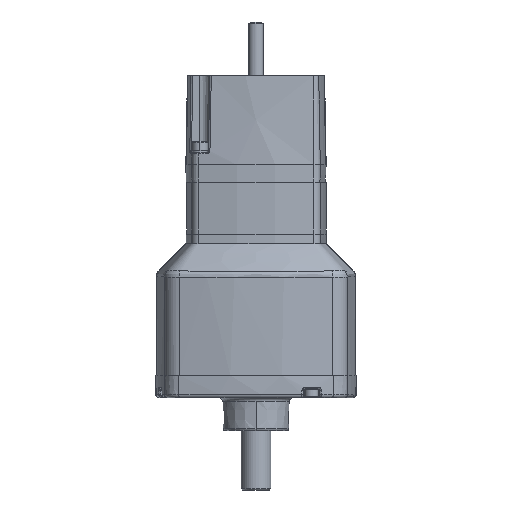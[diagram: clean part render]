
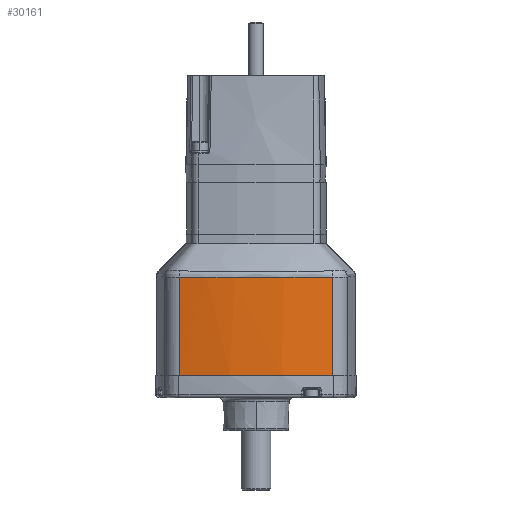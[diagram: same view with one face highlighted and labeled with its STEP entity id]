
A CAD part, front view. The second image highlights one B-rep face of the part: STEP entity #30161.
In plain terms, the highlighted cylindrical face has radius 148.082 mm (diameter 296.164 mm), a partial arc.
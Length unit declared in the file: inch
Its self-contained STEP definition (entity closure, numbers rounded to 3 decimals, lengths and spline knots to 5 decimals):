
#2423 = CARTESIAN_POINT ( 'NONE',  ( 0.43394, -1.67993, -0.56155 ) ) ;
#2593 = CARTESIAN_POINT ( 'NONE',  ( -1.29084, -1.5473, -0.56251 ) ) ;
#3780 = B_SPLINE_CURVE_WITH_KNOTS ( 'NONE', 3,
 ( #30598, #6337, #34739, #10419, #38806, #14496, #42882, #18573, #46953, #22636, #51005, #26715, #2423, #30775, #6514, #34902, #10597, #38979, #14674, #43059, #18753, #47120, #22812, #51186, #26897, #2593, #30941 ),
 .UNSPECIFIED., .F., .F.,
 ( 4, 2, 1, 1, 2, 1, 2, 2, 2, 2, 2, 2, 1, 1, 2, 4 ),
 ( 0., 0.00052, 0.00104, 0.00208, 0.00416, 0.00833, 0.01249, 0.01665, 0.03331, 0.04996, 0.05829, 0.06245, 0.06454, 0.06558, 0.0661, 0.06662 ),
 .UNSPECIFIED. ) ;
#4159 = CARTESIAN_POINT ( 'NONE',  ( -1.2975, -1.54578, -2.225 ) ) ;
#6337 = CARTESIAN_POINT ( 'NONE',  ( 1.29084, -1.5473, -0.56251 ) ) ;
#6514 = CARTESIAN_POINT ( 'NONE',  ( -0.21725, -1.69199, -0.56146 ) ) ;
#7923 = CARTESIAN_POINT ( 'NONE',  ( 1.2975, -1.54578, -2.225 ) ) ;
#8780 = CARTESIAN_POINT ( 'NONE',  ( -1.2975, -1.54578, 4.2837 ) ) ;
#10419 = CARTESIAN_POINT ( 'NONE',  ( 1.27082, -1.55181, -0.56238 ) ) ;
#10597 = CARTESIAN_POINT ( 'NONE',  ( -0.75955, -1.64334, -0.56178 ) ) ;
#12843 = DIRECTION ( 'NONE',  ( -1., 0., 0. ) ) ;
#14496 = CARTESIAN_POINT ( 'NONE',  ( 1.20404, -1.56643, -0.56228 ) ) ;
#14674 = CARTESIAN_POINT ( 'NONE',  ( -1.02971, -1.6006, -0.56204 ) ) ;
#16378 = EDGE_CURVE ( 'NONE', #16499, #38851, #40265, .T. ) ;
#16499 = VERTEX_POINT ( 'NONE', #29488 ) ;
#16498 = LINE ( 'NONE', #44615, #47543 ) ;
#18573 = CARTESIAN_POINT ( 'NONE',  ( 1.08348, -1.5907, -0.56211 ) ) ;
#18610 = CIRCLE ( 'NONE', #23032, 5.83 ) ;
#18658 = VECTOR ( 'NONE', #28793, 39.37008 ) ;
#18753 = CARTESIAN_POINT ( 'NONE',  ( -1.16388, -1.57471, -0.56222 ) ) ;
#21678 = EDGE_CURVE ( 'NONE', #32138, #16499, #3780, .T. ) ;
#22636 = CARTESIAN_POINT ( 'NONE',  ( 0.868, -1.62728, -0.56187 ) ) ;
#22812 = CARTESIAN_POINT ( 'NONE',  ( -1.2508, -1.55627, -0.56235 ) ) ;
#23032 = AXIS2_PLACEMENT_3D ( 'NONE', #23526, #51893, #27576 ) ;
#23526 = CARTESIAN_POINT ( 'NONE',  ( 0., 4.138, -2.225 ) ) ;
#24502 = CARTESIAN_POINT ( 'NONE',  ( 1.2975, -1.54578, -0.56299 ) ) ;
#24950 = ORIENTED_EDGE ( 'NONE', *, *, #40191, .F. ) ;
#26715 = CARTESIAN_POINT ( 'NONE',  ( 0.70542, -1.64942, -0.56174 ) ) ;
#26897 = CARTESIAN_POINT ( 'NONE',  ( -1.28417, -1.54881, -0.5624 ) ) ;
#27576 = DIRECTION ( 'NONE',  ( -1., 0., 0. ) ) ;
#28793 = DIRECTION ( 'NONE',  ( 0., 0., -1. ) ) ;
#29023 = ORIENTED_EDGE ( 'NONE', *, *, #21678, .T. ) ;
#29178 = ORIENTED_EDGE ( 'NONE', *, *, #50820, .F. ) ;
#29488 = CARTESIAN_POINT ( 'NONE',  ( -1.2975, -1.54578, -0.56299 ) ) ;
#30161 = ADVANCED_FACE ( 'NONE', ( #40608 ), #39327, .T. ) ;
#30598 = CARTESIAN_POINT ( 'NONE',  ( 1.2975, -1.54578, -0.56299 ) ) ;
#30775 = CARTESIAN_POINT ( 'NONE',  ( 0.21682, -1.69201, -0.56146 ) ) ;
#30941 = CARTESIAN_POINT ( 'NONE',  ( -1.2975, -1.54578, -0.56299 ) ) ;
#32138 = VERTEX_POINT ( 'NONE', #24502 ) ;
#34739 = CARTESIAN_POINT ( 'NONE',  ( 1.28417, -1.54881, -0.5624 ) ) ;
#34902 = CARTESIAN_POINT ( 'NONE',  ( -0.43422, -1.6799, -0.56155 ) ) ;
#36814 = ORIENTED_EDGE ( 'NONE', *, *, #16378, .T. ) ;
#37151 = DIRECTION ( 'NONE',  ( 0., 0., -1. ) ) ;
#38132 = AXIS2_PLACEMENT_3D ( 'NONE', #49184, #37151, #12843 ) ;
#38806 = CARTESIAN_POINT ( 'NONE',  ( 1.2508, -1.55627, -0.56235 ) ) ;
#38851 = VERTEX_POINT ( 'NONE', #4159 ) ;
#38979 = CARTESIAN_POINT ( 'NONE',  ( -0.86804, -1.62805, -0.56186 ) ) ;
#39327 = CYLINDRICAL_SURFACE ( 'NONE', #38132, 5.83 ) ;
#40191 = EDGE_CURVE ( 'NONE', #41590, #38851, #18610, .T. ) ;
#40265 = LINE ( 'NONE', #8780, #18658 ) ;
#40534 = DIRECTION ( 'NONE',  ( 0., 0., -1. ) ) ;
#40608 = FACE_OUTER_BOUND ( 'NONE', #40813, .T. ) ;
#40813 = EDGE_LOOP ( 'NONE', ( #24950, #29178, #29023, #36814 ) ) ;
#41590 = VERTEX_POINT ( 'NONE', #7923 ) ;
#42882 = CARTESIAN_POINT ( 'NONE',  ( 1.16389, -1.57471, -0.56222 ) ) ;
#43059 = CARTESIAN_POINT ( 'NONE',  ( -1.08346, -1.5907, -0.56211 ) ) ;
#44615 = CARTESIAN_POINT ( 'NONE',  ( 1.2975, -1.54578, 4.2837 ) ) ;
#46953 = CARTESIAN_POINT ( 'NONE',  ( 0.97601, -1.6105, -0.56198 ) ) ;
#47120 = CARTESIAN_POINT ( 'NONE',  ( -1.20404, -1.56643, -0.56228 ) ) ;
#47543 = VECTOR ( 'NONE', #40534, 39.37008 ) ;
#49184 = CARTESIAN_POINT ( 'NONE',  ( 0., 4.138, 4.2837 ) ) ;
#50820 = EDGE_CURVE ( 'NONE', #32138, #41590, #16498, .T. ) ;
#51005 = CARTESIAN_POINT ( 'NONE',  ( 0.75973, -1.64254, -0.56178 ) ) ;
#51186 = CARTESIAN_POINT ( 'NONE',  ( -1.27082, -1.55181, -0.56238 ) ) ;
#51893 = DIRECTION ( 'NONE',  ( 0., 0., -1. ) ) ;
